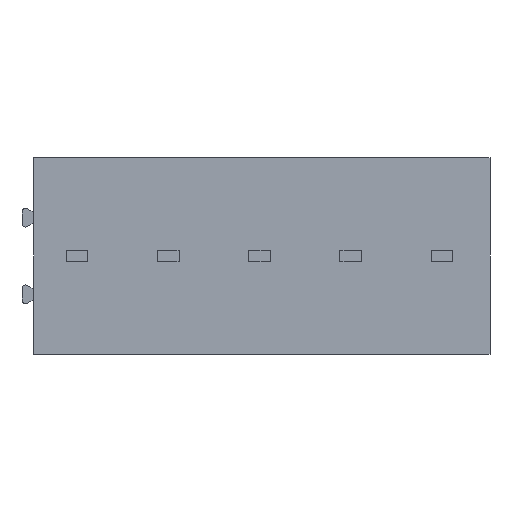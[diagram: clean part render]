
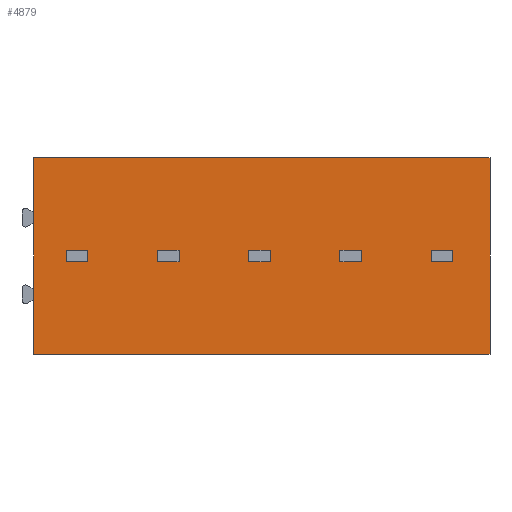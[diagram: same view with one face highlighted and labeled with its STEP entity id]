
A CAD part, front view. The second image highlights one B-rep face of the part: STEP entity #4879.
In plain terms, the highlighted planar face has unit normal (0, -1, 0).
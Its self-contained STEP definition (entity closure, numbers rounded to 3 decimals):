
#198=DIRECTION('',(0.,0.,-1.));
#199=VECTOR('',#198,8.2);
#200=CARTESIAN_POINT('',(9.525,-12.6,0.));
#201=LINE('',#200,#199);
#1222=DIRECTION('',(0.,0.,-1.));
#1223=VECTOR('',#1222,8.2);
#1224=CARTESIAN_POINT('',(-9.525,-12.6,0.));
#1225=LINE('',#1224,#1223);
#1286=DIRECTION('',(-1.,0.,0.));
#1287=VECTOR('',#1286,19.05);
#1288=CARTESIAN_POINT('',(9.525,-12.6,0.));
#1289=LINE('',#1288,#1287);
#1290=DIRECTION('',(0.,0.,1.));
#1291=VECTOR('',#1290,0.5);
#1292=CARTESIAN_POINT('',(-7.275,-12.6,-4.35));
#1293=LINE('',#1292,#1291);
#1294=DIRECTION('',(-1.,0.,0.));
#1295=VECTOR('',#1294,0.9);
#1296=CARTESIAN_POINT('',(-7.275,-12.6,-3.85));
#1297=LINE('',#1296,#1295);
#1298=DIRECTION('',(0.,0.,-1.));
#1299=VECTOR('',#1298,0.5);
#1300=CARTESIAN_POINT('',(-8.175,-12.6,-3.85));
#1301=LINE('',#1300,#1299);
#1302=DIRECTION('',(1.,0.,0.));
#1303=VECTOR('',#1302,0.9);
#1304=CARTESIAN_POINT('',(-8.175,-12.6,-4.35));
#1305=LINE('',#1304,#1303);
#1306=DIRECTION('',(0.,0.,1.));
#1307=VECTOR('',#1306,0.5);
#1308=CARTESIAN_POINT('',(-3.465,-12.6,-4.35));
#1309=LINE('',#1308,#1307);
#1310=DIRECTION('',(-1.,0.,0.));
#1311=VECTOR('',#1310,0.9);
#1312=CARTESIAN_POINT('',(-3.465,-12.6,-3.85));
#1313=LINE('',#1312,#1311);
#1314=DIRECTION('',(0.,0.,-1.));
#1315=VECTOR('',#1314,0.5);
#1316=CARTESIAN_POINT('',(-4.365,-12.6,-3.85));
#1317=LINE('',#1316,#1315);
#1318=DIRECTION('',(1.,0.,0.));
#1319=VECTOR('',#1318,0.9);
#1320=CARTESIAN_POINT('',(-4.365,-12.6,-4.35));
#1321=LINE('',#1320,#1319);
#1322=DIRECTION('',(0.,0.,1.));
#1323=VECTOR('',#1322,0.5);
#1324=CARTESIAN_POINT('',(0.345,-12.6,-4.35));
#1325=LINE('',#1324,#1323);
#1326=DIRECTION('',(-1.,0.,0.));
#1327=VECTOR('',#1326,0.9);
#1328=CARTESIAN_POINT('',(0.345,-12.6,-3.85));
#1329=LINE('',#1328,#1327);
#1330=DIRECTION('',(0.,0.,-1.));
#1331=VECTOR('',#1330,0.5);
#1332=CARTESIAN_POINT('',(-0.555,-12.6,-3.85));
#1333=LINE('',#1332,#1331);
#1334=DIRECTION('',(1.,0.,0.));
#1335=VECTOR('',#1334,0.9);
#1336=CARTESIAN_POINT('',(-0.555,-12.6,-4.35));
#1337=LINE('',#1336,#1335);
#1338=DIRECTION('',(0.,0.,1.));
#1339=VECTOR('',#1338,0.5);
#1340=CARTESIAN_POINT('',(4.155,-12.6,-4.35));
#1341=LINE('',#1340,#1339);
#1342=DIRECTION('',(-1.,0.,0.));
#1343=VECTOR('',#1342,0.9);
#1344=CARTESIAN_POINT('',(4.155,-12.6,-3.85));
#1345=LINE('',#1344,#1343);
#1346=DIRECTION('',(0.,0.,-1.));
#1347=VECTOR('',#1346,0.5);
#1348=CARTESIAN_POINT('',(3.255,-12.6,-3.85));
#1349=LINE('',#1348,#1347);
#1350=DIRECTION('',(1.,0.,0.));
#1351=VECTOR('',#1350,0.9);
#1352=CARTESIAN_POINT('',(3.255,-12.6,-4.35));
#1353=LINE('',#1352,#1351);
#1354=DIRECTION('',(0.,0.,1.));
#1355=VECTOR('',#1354,0.5);
#1356=CARTESIAN_POINT('',(7.965,-12.6,-4.35));
#1357=LINE('',#1356,#1355);
#1358=DIRECTION('',(-1.,0.,0.));
#1359=VECTOR('',#1358,0.9);
#1360=CARTESIAN_POINT('',(7.965,-12.6,-3.85));
#1361=LINE('',#1360,#1359);
#1362=DIRECTION('',(0.,0.,-1.));
#1363=VECTOR('',#1362,0.5);
#1364=CARTESIAN_POINT('',(7.065,-12.6,-3.85));
#1365=LINE('',#1364,#1363);
#1366=DIRECTION('',(1.,0.,0.));
#1367=VECTOR('',#1366,0.9);
#1368=CARTESIAN_POINT('',(7.065,-12.6,-4.35));
#1369=LINE('',#1368,#1367);
#1370=DIRECTION('',(-1.,0.,0.));
#1371=VECTOR('',#1370,19.05);
#1372=CARTESIAN_POINT('',(9.525,-12.6,-8.2));
#1373=LINE('',#1372,#1371);
#2660=CARTESIAN_POINT('',(9.525,-12.6,-8.2));
#2662=VERTEX_POINT('',#2660);
#2668=CARTESIAN_POINT('',(9.525,-12.6,0.));
#2669=VERTEX_POINT('',#2668);
#2670=CARTESIAN_POINT('',(-9.525,-12.6,-8.2));
#2672=VERTEX_POINT('',#2670);
#2678=CARTESIAN_POINT('',(-9.525,-12.6,0.));
#2679=VERTEX_POINT('',#2678);
#3032=CARTESIAN_POINT('',(-7.275,-12.6,-4.35));
#3033=CARTESIAN_POINT('',(-7.275,-12.6,-3.85));
#3034=VERTEX_POINT('',#3032);
#3035=VERTEX_POINT('',#3033);
#3036=CARTESIAN_POINT('',(-8.175,-12.6,-3.85));
#3037=VERTEX_POINT('',#3036);
#3038=CARTESIAN_POINT('',(-8.175,-12.6,-4.35));
#3039=VERTEX_POINT('',#3038);
#3048=CARTESIAN_POINT('',(-3.465,-12.6,-4.35));
#3049=CARTESIAN_POINT('',(-3.465,-12.6,-3.85));
#3050=VERTEX_POINT('',#3048);
#3051=VERTEX_POINT('',#3049);
#3052=CARTESIAN_POINT('',(-4.365,-12.6,-3.85));
#3053=VERTEX_POINT('',#3052);
#3054=CARTESIAN_POINT('',(-4.365,-12.6,-4.35));
#3055=VERTEX_POINT('',#3054);
#3176=CARTESIAN_POINT('',(0.345,-12.6,-4.35));
#3177=CARTESIAN_POINT('',(0.345,-12.6,-3.85));
#3178=VERTEX_POINT('',#3176);
#3179=VERTEX_POINT('',#3177);
#3180=CARTESIAN_POINT('',(-0.555,-12.6,-3.85));
#3181=VERTEX_POINT('',#3180);
#3182=CARTESIAN_POINT('',(-0.555,-12.6,-4.35));
#3183=VERTEX_POINT('',#3182);
#3304=CARTESIAN_POINT('',(4.155,-12.6,-4.35));
#3305=CARTESIAN_POINT('',(4.155,-12.6,-3.85));
#3306=VERTEX_POINT('',#3304);
#3307=VERTEX_POINT('',#3305);
#3308=CARTESIAN_POINT('',(3.255,-12.6,-3.85));
#3309=VERTEX_POINT('',#3308);
#3310=CARTESIAN_POINT('',(3.255,-12.6,-4.35));
#3311=VERTEX_POINT('',#3310);
#3432=CARTESIAN_POINT('',(7.965,-12.6,-4.35));
#3433=CARTESIAN_POINT('',(7.965,-12.6,-3.85));
#3434=VERTEX_POINT('',#3432);
#3435=VERTEX_POINT('',#3433);
#3436=CARTESIAN_POINT('',(7.065,-12.6,-3.85));
#3437=VERTEX_POINT('',#3436);
#3438=CARTESIAN_POINT('',(7.065,-12.6,-4.35));
#3439=VERTEX_POINT('',#3438);
#4817=CARTESIAN_POINT('',(9.525,-12.6,0.));
#4818=DIRECTION('',(0.,-1.,0.));
#4819=DIRECTION('',(0.,0.,-1.));
#4820=AXIS2_PLACEMENT_3D('',#4817,#4818,#4819);
#4821=PLANE('',#4820);
#4822=ORIENTED_EDGE('',*,*,#3477,.T.);
#4824=ORIENTED_EDGE('',*,*,#4823,.T.);
#4825=ORIENTED_EDGE('',*,*,#4784,.F.);
#4826=ORIENTED_EDGE('',*,*,#3550,.F.);
#4827=EDGE_LOOP('',(#4822,#4824,#4825,#4826));
#4828=FACE_OUTER_BOUND('',#4827,.F.);
#4830=ORIENTED_EDGE('',*,*,#4829,.T.);
#4832=ORIENTED_EDGE('',*,*,#4831,.T.);
#4834=ORIENTED_EDGE('',*,*,#4833,.T.);
#4836=ORIENTED_EDGE('',*,*,#4835,.T.);
#4837=EDGE_LOOP('',(#4830,#4832,#4834,#4836));
#4838=FACE_BOUND('',#4837,.F.);
#4840=ORIENTED_EDGE('',*,*,#4839,.T.);
#4842=ORIENTED_EDGE('',*,*,#4841,.T.);
#4844=ORIENTED_EDGE('',*,*,#4843,.T.);
#4846=ORIENTED_EDGE('',*,*,#4845,.T.);
#4847=EDGE_LOOP('',(#4840,#4842,#4844,#4846));
#4848=FACE_BOUND('',#4847,.F.);
#4850=ORIENTED_EDGE('',*,*,#4849,.T.);
#4852=ORIENTED_EDGE('',*,*,#4851,.T.);
#4854=ORIENTED_EDGE('',*,*,#4853,.T.);
#4856=ORIENTED_EDGE('',*,*,#4855,.T.);
#4857=EDGE_LOOP('',(#4850,#4852,#4854,#4856));
#4858=FACE_BOUND('',#4857,.F.);
#4860=ORIENTED_EDGE('',*,*,#4859,.T.);
#4862=ORIENTED_EDGE('',*,*,#4861,.T.);
#4864=ORIENTED_EDGE('',*,*,#4863,.T.);
#4866=ORIENTED_EDGE('',*,*,#4865,.T.);
#4867=EDGE_LOOP('',(#4860,#4862,#4864,#4866));
#4868=FACE_BOUND('',#4867,.F.);
#4870=ORIENTED_EDGE('',*,*,#4869,.T.);
#4872=ORIENTED_EDGE('',*,*,#4871,.T.);
#4874=ORIENTED_EDGE('',*,*,#4873,.T.);
#4876=ORIENTED_EDGE('',*,*,#4875,.T.);
#4877=EDGE_LOOP('',(#4870,#4872,#4874,#4876));
#4878=FACE_BOUND('',#4877,.F.);
#3477=EDGE_CURVE('',#2669,#2662,#201,.T.);
#3550=EDGE_CURVE('',#2669,#2679,#1289,.T.);
#4784=EDGE_CURVE('',#2679,#2672,#1225,.T.);
#4823=EDGE_CURVE('',#2662,#2672,#1373,.T.);
#4829=EDGE_CURVE('',#3034,#3035,#1293,.T.);
#4831=EDGE_CURVE('',#3035,#3037,#1297,.T.);
#4833=EDGE_CURVE('',#3037,#3039,#1301,.T.);
#4835=EDGE_CURVE('',#3039,#3034,#1305,.T.);
#4839=EDGE_CURVE('',#3050,#3051,#1309,.T.);
#4841=EDGE_CURVE('',#3051,#3053,#1313,.T.);
#4843=EDGE_CURVE('',#3053,#3055,#1317,.T.);
#4845=EDGE_CURVE('',#3055,#3050,#1321,.T.);
#4849=EDGE_CURVE('',#3178,#3179,#1325,.T.);
#4851=EDGE_CURVE('',#3179,#3181,#1329,.T.);
#4853=EDGE_CURVE('',#3181,#3183,#1333,.T.);
#4855=EDGE_CURVE('',#3183,#3178,#1337,.T.);
#4859=EDGE_CURVE('',#3306,#3307,#1341,.T.);
#4861=EDGE_CURVE('',#3307,#3309,#1345,.T.);
#4863=EDGE_CURVE('',#3309,#3311,#1349,.T.);
#4865=EDGE_CURVE('',#3311,#3306,#1353,.T.);
#4869=EDGE_CURVE('',#3434,#3435,#1357,.T.);
#4871=EDGE_CURVE('',#3435,#3437,#1361,.T.);
#4873=EDGE_CURVE('',#3437,#3439,#1365,.T.);
#4875=EDGE_CURVE('',#3439,#3434,#1369,.T.);
#4879=ADVANCED_FACE('',(#4828,#4838,#4848,#4858,#4868,#4878),#4821,.T.);
